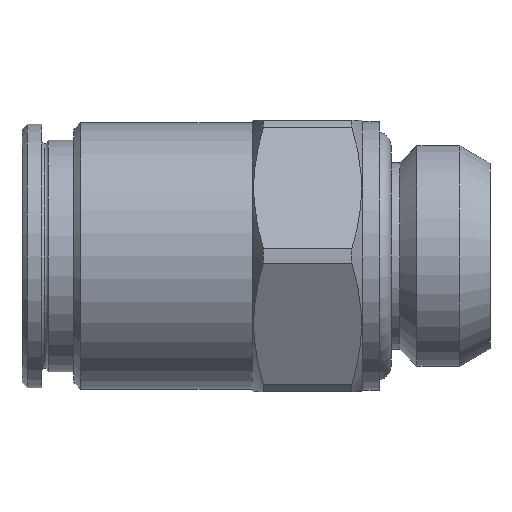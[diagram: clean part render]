
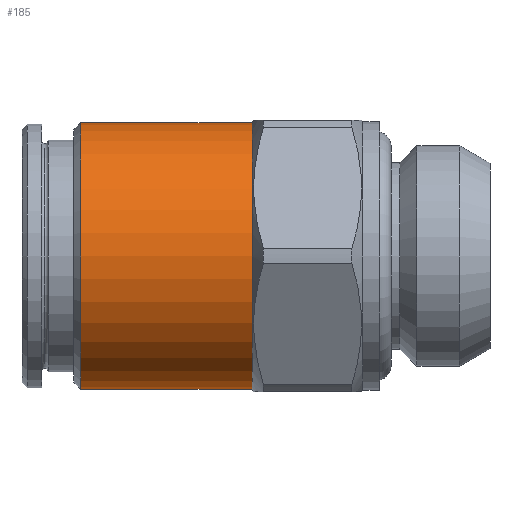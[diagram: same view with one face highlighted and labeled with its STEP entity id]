
A CAD part, left-side view. The second image highlights one B-rep face of the part: STEP entity #185.
In plain terms, the highlighted cylindrical face has radius 7.85 mm (diameter 15.7 mm), a partial arc.
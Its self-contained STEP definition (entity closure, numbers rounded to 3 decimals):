
#7 = EDGE_CURVE ( 'NONE', #1733, #1173, #1951, .T. ) ;
#72 = FACE_OUTER_BOUND ( 'NONE', #593, .T. ) ;
#150 = AXIS2_PLACEMENT_3D ( 'NONE', #1836, #1097, #2207 ) ;
#185 = ADVANCED_FACE ( 'NONE', ( #72 ), #902, .T. ) ;
#205 = DIRECTION ( 'NONE',  ( 0., -1., 0. ) ) ;
#224 = DIRECTION ( 'NONE',  ( 0., -1., 0. ) ) ;
#384 = CARTESIAN_POINT ( 'NONE',  ( 0., 14., -7.85 ) ) ;
#397 = LINE ( 'NONE', #942, #544 ) ;
#459 = AXIS2_PLACEMENT_3D ( 'NONE', #993, #224, #2294 ) ;
#544 = VECTOR ( 'NONE', #1672, 1000. ) ;
#548 = ORIENTED_EDGE ( 'NONE', *, *, #1768, .F. ) ;
#560 = DIRECTION ( 'NONE',  ( 0., -1., 0. ) ) ;
#572 = CARTESIAN_POINT ( 'NONE',  ( 0., 24.1, 7.85 ) ) ;
#593 = EDGE_LOOP ( 'NONE', ( #548, #1980, #1431, #1009 ) ) ;
#705 = VERTEX_POINT ( 'NONE', #572 ) ;
#771 = VERTEX_POINT ( 'NONE', #1124 ) ;
#777 = EDGE_CURVE ( 'NONE', #705, #1733, #2009, .T. ) ;
#902 = CYLINDRICAL_SURFACE ( 'NONE', #2116, 7.85 ) ;
#942 = CARTESIAN_POINT ( 'NONE',  ( 0., 0., 7.85 ) ) ;
#965 = DIRECTION ( 'NONE',  ( 0., 0., -1. ) ) ;
#993 = CARTESIAN_POINT ( 'NONE',  ( 0., 24.1, 0. ) ) ;
#1009 = ORIENTED_EDGE ( 'NONE', *, *, #1035, .F. ) ;
#1035 = EDGE_CURVE ( 'NONE', #771, #1173, #2271, .T. ) ;
#1097 = DIRECTION ( 'NONE',  ( 0., -1., 0. ) ) ;
#1124 = CARTESIAN_POINT ( 'NONE',  ( 0., 14., 7.85 ) ) ;
#1173 = VERTEX_POINT ( 'NONE', #384 ) ;
#1431 = ORIENTED_EDGE ( 'NONE', *, *, #7, .T. ) ;
#1452 = VECTOR ( 'NONE', #560, 1000. ) ;
#1672 = DIRECTION ( 'NONE',  ( 0., -1., 0. ) ) ;
#1674 = CARTESIAN_POINT ( 'NONE',  ( 0., 0., -7.85 ) ) ;
#1695 = CARTESIAN_POINT ( 'NONE',  ( 0., 0., 0. ) ) ;
#1733 = VERTEX_POINT ( 'NONE', #2049 ) ;
#1768 = EDGE_CURVE ( 'NONE', #705, #771, #397, .T. ) ;
#1836 = CARTESIAN_POINT ( 'NONE',  ( 0., 14., 0. ) ) ;
#1951 = LINE ( 'NONE', #1674, #1452 ) ;
#1980 = ORIENTED_EDGE ( 'NONE', *, *, #777, .T. ) ;
#2009 = CIRCLE ( 'NONE', #459, 7.85 ) ;
#2049 = CARTESIAN_POINT ( 'NONE',  ( 0., 24.1, -7.85 ) ) ;
#2116 = AXIS2_PLACEMENT_3D ( 'NONE', #1695, #205, #965 ) ;
#2207 = DIRECTION ( 'NONE',  ( 0., 0., -1. ) ) ;
#2271 = CIRCLE ( 'NONE', #150, 7.85 ) ;
#2294 = DIRECTION ( 'NONE',  ( 0., 0., -1. ) ) ;
